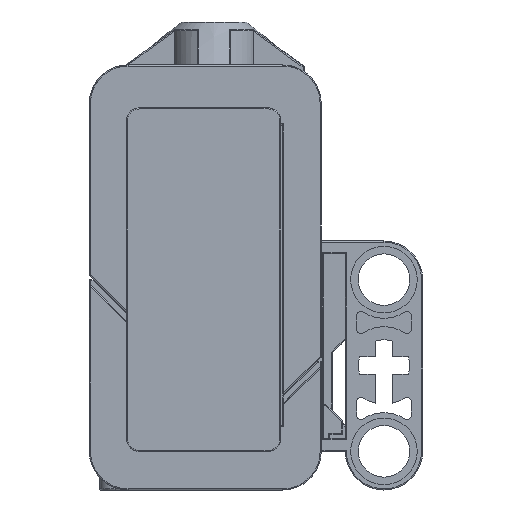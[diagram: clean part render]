
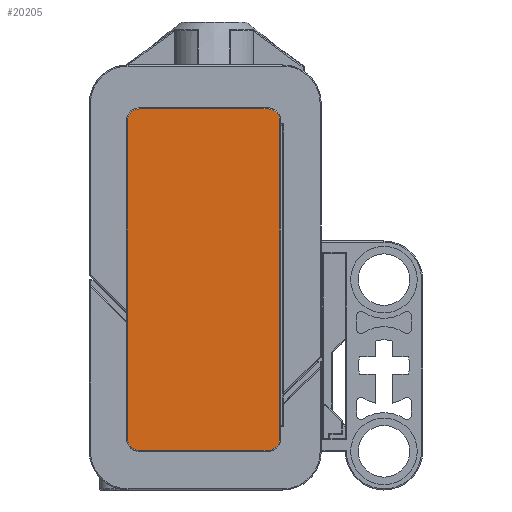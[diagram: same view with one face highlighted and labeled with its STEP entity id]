
A CAD part, left-side view. The second image highlights one B-rep face of the part: STEP entity #20205.
In plain terms, the highlighted planar face has unit normal (-1, 0, 0).
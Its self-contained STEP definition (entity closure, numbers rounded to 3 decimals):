
#772=PLANE('',#21658);
#1202=FACE_OUTER_BOUND('',#2569,.T.);
#2569=EDGE_LOOP('',(#13612,#13613,#13614,#13615,#13616,#13617,#13618,#13619));
#4017=LINE('',#31447,#5767);
#4020=LINE('',#31462,#5770);
#4022=LINE('',#31474,#5772);
#4024=LINE('',#31486,#5774);
#5767=VECTOR('',#24471,12.);
#5770=VECTOR('',#24488,29.6);
#5772=VECTOR('',#24502,12.);
#5774=VECTOR('',#24516,29.6);
#7464=CIRCLE('',#21634,1.1);
#7468=CIRCLE('',#21640,1.1);
#7472=CIRCLE('',#21646,1.1);
#7475=CIRCLE('',#21651,1.1);
#8544=VERTEX_POINT('',#31444);
#8545=VERTEX_POINT('',#31446);
#8547=VERTEX_POINT('',#31452);
#8549=VERTEX_POINT('',#31458);
#8551=VERTEX_POINT('',#31464);
#8553=VERTEX_POINT('',#31470);
#8555=VERTEX_POINT('',#31476);
#8557=VERTEX_POINT('',#31482);
#10362=EDGE_CURVE('',#8544,#8545,#4017,.T.);
#10367=EDGE_CURVE('',#8545,#8547,#7464,.T.);
#10370=EDGE_CURVE('',#8547,#8549,#4020,.T.);
#10373=EDGE_CURVE('',#8549,#8551,#7468,.T.);
#10376=EDGE_CURVE('',#8551,#8553,#4022,.T.);
#10379=EDGE_CURVE('',#8553,#8555,#7472,.T.);
#10382=EDGE_CURVE('',#8555,#8557,#4024,.T.);
#10384=EDGE_CURVE('',#8557,#8544,#7475,.T.);
#13612=ORIENTED_EDGE('',*,*,#10362,.F.);
#13613=ORIENTED_EDGE('',*,*,#10384,.F.);
#13614=ORIENTED_EDGE('',*,*,#10382,.F.);
#13615=ORIENTED_EDGE('',*,*,#10379,.F.);
#13616=ORIENTED_EDGE('',*,*,#10376,.F.);
#13617=ORIENTED_EDGE('',*,*,#10373,.F.);
#13618=ORIENTED_EDGE('',*,*,#10370,.F.);
#13619=ORIENTED_EDGE('',*,*,#10367,.F.);
#20205=ADVANCED_FACE('',(#1202),#772,.F.);
#21634=AXIS2_PLACEMENT_3D('',#31456,#24481,#24482);
#21640=AXIS2_PLACEMENT_3D('',#31468,#24495,#24496);
#21646=AXIS2_PLACEMENT_3D('',#31480,#24509,#24510);
#21651=AXIS2_PLACEMENT_3D('',#31489,#24521,#24522);
#21658=AXIS2_PLACEMENT_3D('',#31532,#24554,#24555);
#24471=DIRECTION('',(0.,1.,0.));
#24481=DIRECTION('center_axis',(1.,0.,0.));
#24482=DIRECTION('ref_axis',(0.,0.707,-0.707));
#24488=DIRECTION('',(0.,0.,1.));
#24495=DIRECTION('center_axis',(1.,0.,0.));
#24496=DIRECTION('ref_axis',(0.,0.707,0.707));
#24502=DIRECTION('',(0.,-1.,0.));
#24509=DIRECTION('center_axis',(1.,0.,0.));
#24510=DIRECTION('ref_axis',(0.,-0.707,0.707));
#24516=DIRECTION('',(0.,0.,-1.));
#24521=DIRECTION('center_axis',(1.,0.,0.));
#24522=DIRECTION('ref_axis',(0.,-0.707,-0.707));
#24554=DIRECTION('center_axis',(1.,0.,0.));
#24555=DIRECTION('ref_axis',(0.,0.,-1.));
#31444=CARTESIAN_POINT('',(-12.,-5.4,-16.5));
#31446=CARTESIAN_POINT('',(-12.,6.6,-16.5));
#31447=CARTESIAN_POINT('',(-12.,-2.4,-16.5));
#31452=CARTESIAN_POINT('',(-12.,7.7,-15.4));
#31456=CARTESIAN_POINT('Origin',(-12.,6.6,-15.4));
#31458=CARTESIAN_POINT('',(-12.,7.7,14.2));
#31462=CARTESIAN_POINT('',(-12.,7.7,-8.));
#31464=CARTESIAN_POINT('',(-12.,6.6,15.3));
#31468=CARTESIAN_POINT('Origin',(-12.,6.6,14.2));
#31470=CARTESIAN_POINT('',(-12.,-5.4,15.3));
#31474=CARTESIAN_POINT('',(-12.,3.6,15.3));
#31476=CARTESIAN_POINT('',(-12.,-6.5,14.2));
#31480=CARTESIAN_POINT('Origin',(-12.,-5.4,14.2));
#31482=CARTESIAN_POINT('',(-12.,-6.5,-15.4));
#31486=CARTESIAN_POINT('',(-12.,-6.5,6.2));
#31489=CARTESIAN_POINT('Origin',(-12.,-5.4,-15.4));
#31532=CARTESIAN_POINT('Origin',(-12.,0.6,-0.6));
